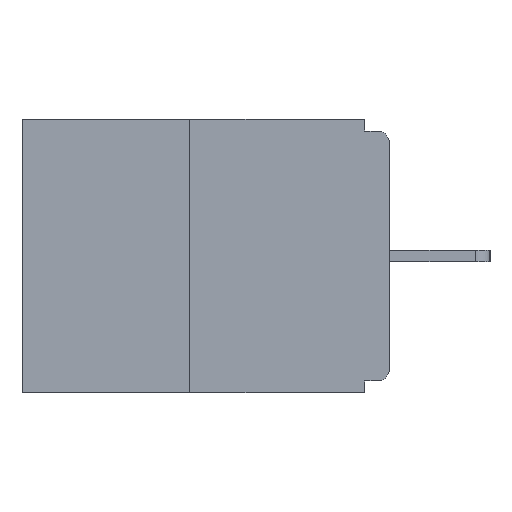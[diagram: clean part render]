
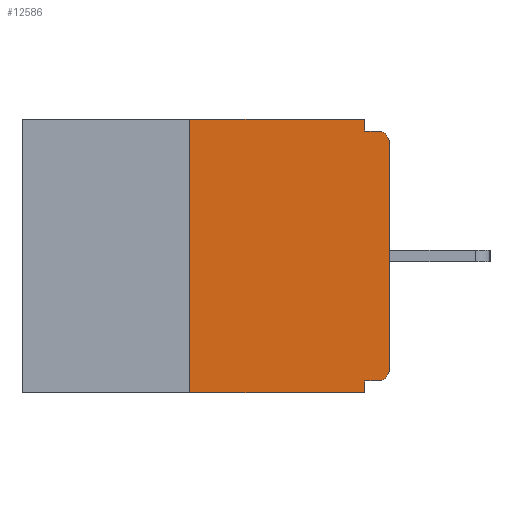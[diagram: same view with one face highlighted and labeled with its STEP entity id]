
A CAD part, left-side view. The second image highlights one B-rep face of the part: STEP entity #12586.
In plain terms, the highlighted planar face has unit normal (-1, 0, 0).
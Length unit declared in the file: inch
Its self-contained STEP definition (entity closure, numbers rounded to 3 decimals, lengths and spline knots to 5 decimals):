
#79 = CARTESIAN_POINT ( 'NONE',  ( 0., 0.031, -0.343 ) ) ;
#735 = LINE ( 'NONE', #4213, #17650 ) ;
#1000 = VECTOR ( 'NONE', #9237, 39.37008 ) ;
#1175 = ORIENTED_EDGE ( 'NONE', *, *, #17209, .F. ) ;
#1183 = CARTESIAN_POINT ( 'NONE',  ( 0., 0.031, -0.343 ) ) ;
#1319 = VERTEX_POINT ( 'NONE', #79 ) ;
#1328 = CARTESIAN_POINT ( 'NONE',  ( 0., 0.015, -0.328 ) ) ;
#1636 = VECTOR ( 'NONE', #4870, 39.37008 ) ;
#1672 = ORIENTED_EDGE ( 'NONE', *, *, #23094, .F. ) ;
#1730 = DIRECTION ( 'NONE',  ( 0., 0., -1. ) ) ;
#1896 = VERTEX_POINT ( 'NONE', #3158 ) ;
#2135 = CARTESIAN_POINT ( 'NONE',  ( 0., 0.015, -0.015 ) ) ;
#2165 = VERTEX_POINT ( 'NONE', #19573 ) ;
#3094 = LINE ( 'NONE', #17971, #13996 ) ;
#3158 = CARTESIAN_POINT ( 'NONE',  ( 0., 0.25, 0. ) ) ;
#3214 = ORIENTED_EDGE ( 'NONE', *, *, #6232, .T. ) ;
#3885 = EDGE_CURVE ( 'NONE', #1896, #24334, #22738, .T. ) ;
#4009 = ORIENTED_EDGE ( 'NONE', *, *, #4922, .T. ) ;
#4192 = VERTEX_POINT ( 'NONE', #1328 ) ;
#4213 = CARTESIAN_POINT ( 'NONE',  ( 0., 0.46, -0.343 ) ) ;
#4818 = DIRECTION ( 'NONE',  ( 1., 0., 0. ) ) ;
#4870 = DIRECTION ( 'NONE',  ( 0., 1., 0. ) ) ;
#4922 = EDGE_CURVE ( 'NONE', #2165, #5265, #11766, .T. ) ;
#5180 = DIRECTION ( 'NONE',  ( 0., 0., -1. ) ) ;
#5265 = VERTEX_POINT ( 'NONE', #2135 ) ;
#5499 = CARTESIAN_POINT ( 'NONE',  ( 0., 0., -0.313 ) ) ;
#5821 = AXIS2_PLACEMENT_3D ( 'NONE', #19791, #9232, #5180 ) ;
#6232 = EDGE_CURVE ( 'NONE', #12322, #2165, #21465, .T. ) ;
#7251 = LINE ( 'NONE', #15568, #1636 ) ;
#7711 = AXIS2_PLACEMENT_3D ( 'NONE', #14686, #24926, #1730 ) ;
#8416 = VERTEX_POINT ( 'NONE', #22686 ) ;
#9232 = DIRECTION ( 'NONE',  ( -1., 0., 0. ) ) ;
#9237 = DIRECTION ( 'NONE',  ( 0., 0., -1. ) ) ;
#9623 = DIRECTION ( 'NONE',  ( 0., 0., 1. ) ) ;
#10915 = AXIS2_PLACEMENT_3D ( 'NONE', #13386, #4818, #19610 ) ;
#10986 = VECTOR ( 'NONE', #12683, 39.37008 ) ;
#11197 = EDGE_CURVE ( 'NONE', #20267, #1319, #735, .T. ) ;
#11486 = EDGE_LOOP ( 'NONE', ( #15976, #1672, #15961, #22082, #25244, #19318, #3214, #4009, #1175, #24410 ) ) ;
#11659 = DIRECTION ( 'NONE',  ( 0., -1., 0. ) ) ;
#11766 = CIRCLE ( 'NONE', #5821, 0.015 ) ;
#12322 = VERTEX_POINT ( 'NONE', #5499 ) ;
#12586 = ADVANCED_FACE ( 'NONE', ( #18037 ), #17409, .F. ) ;
#12603 = LINE ( 'NONE', #1183, #1000 ) ;
#12683 = DIRECTION ( 'NONE',  ( 0., 0., 1. ) ) ;
#13089 = VERTEX_POINT ( 'NONE', #21606 ) ;
#13386 = CARTESIAN_POINT ( 'NONE',  ( 0., 0.46, 0. ) ) ;
#13996 = VECTOR ( 'NONE', #11659, 39.37008 ) ;
#14686 = CARTESIAN_POINT ( 'NONE',  ( 0., 0.015, -0.313 ) ) ;
#14869 = CIRCLE ( 'NONE', #7711, 0.015 ) ;
#14927 = EDGE_CURVE ( 'NONE', #8416, #1319, #12603, .T. ) ;
#15568 = CARTESIAN_POINT ( 'NONE',  ( 0., 0., -0.328 ) ) ;
#15623 = DIRECTION ( 'NONE',  ( 0., 0., -1. ) ) ;
#15961 = ORIENTED_EDGE ( 'NONE', *, *, #11197, .T. ) ;
#15976 = ORIENTED_EDGE ( 'NONE', *, *, #3885, .F. ) ;
#16118 = VECTOR ( 'NONE', #25035, 39.37008 ) ;
#17209 = EDGE_CURVE ( 'NONE', #13089, #5265, #3094, .T. ) ;
#17409 = PLANE ( 'NONE',  #10915 ) ;
#17650 = VECTOR ( 'NONE', #27321, 39.37008 ) ;
#17801 = EDGE_CURVE ( 'NONE', #24334, #13089, #20928, .T. ) ;
#17971 = CARTESIAN_POINT ( 'NONE',  ( 0., 0., -0.015 ) ) ;
#18037 = FACE_OUTER_BOUND ( 'NONE', #11486, .T. ) ;
#19188 = VECTOR ( 'NONE', #9623, 39.37008 ) ;
#19318 = ORIENTED_EDGE ( 'NONE', *, *, #24396, .T. ) ;
#19573 = CARTESIAN_POINT ( 'NONE',  ( 0., 0., -0.03 ) ) ;
#19610 = DIRECTION ( 'NONE',  ( 0., 0., -1. ) ) ;
#19791 = CARTESIAN_POINT ( 'NONE',  ( 0., 0.015, -0.03 ) ) ;
#20066 = CARTESIAN_POINT ( 'NONE',  ( 0., 0.25, -0.343 ) ) ;
#20267 = VERTEX_POINT ( 'NONE', #20066 ) ;
#20928 = LINE ( 'NONE', #23931, #26549 ) ;
#21465 = LINE ( 'NONE', #26286, #19188 ) ;
#21606 = CARTESIAN_POINT ( 'NONE',  ( 0., 0.031, -0.015 ) ) ;
#22082 = ORIENTED_EDGE ( 'NONE', *, *, #14927, .F. ) ;
#22686 = CARTESIAN_POINT ( 'NONE',  ( 0., 0.031, -0.328 ) ) ;
#22738 = LINE ( 'NONE', #24938, #16118 ) ;
#23094 = EDGE_CURVE ( 'NONE', #20267, #1896, #24488, .T. ) ;
#23931 = CARTESIAN_POINT ( 'NONE',  ( 0., 0.031, 0. ) ) ;
#24334 = VERTEX_POINT ( 'NONE', #24729 ) ;
#24396 = EDGE_CURVE ( 'NONE', #4192, #12322, #14869, .T. ) ;
#24410 = ORIENTED_EDGE ( 'NONE', *, *, #17801, .F. ) ;
#24488 = LINE ( 'NONE', #27401, #10986 ) ;
#24729 = CARTESIAN_POINT ( 'NONE',  ( 0., 0.031, 0. ) ) ;
#24926 = DIRECTION ( 'NONE',  ( -1., 0., 0. ) ) ;
#24938 = CARTESIAN_POINT ( 'NONE',  ( 0., 0.46, 0. ) ) ;
#25035 = DIRECTION ( 'NONE',  ( 0., -1., 0. ) ) ;
#25244 = ORIENTED_EDGE ( 'NONE', *, *, #25332, .F. ) ;
#25332 = EDGE_CURVE ( 'NONE', #4192, #8416, #7251, .T. ) ;
#26286 = CARTESIAN_POINT ( 'NONE',  ( 0., 0., 0. ) ) ;
#26549 = VECTOR ( 'NONE', #15623, 39.37008 ) ;
#27321 = DIRECTION ( 'NONE',  ( 0., -1., 0. ) ) ;
#27401 = CARTESIAN_POINT ( 'NONE',  ( 0., 0.25, 0. ) ) ;
